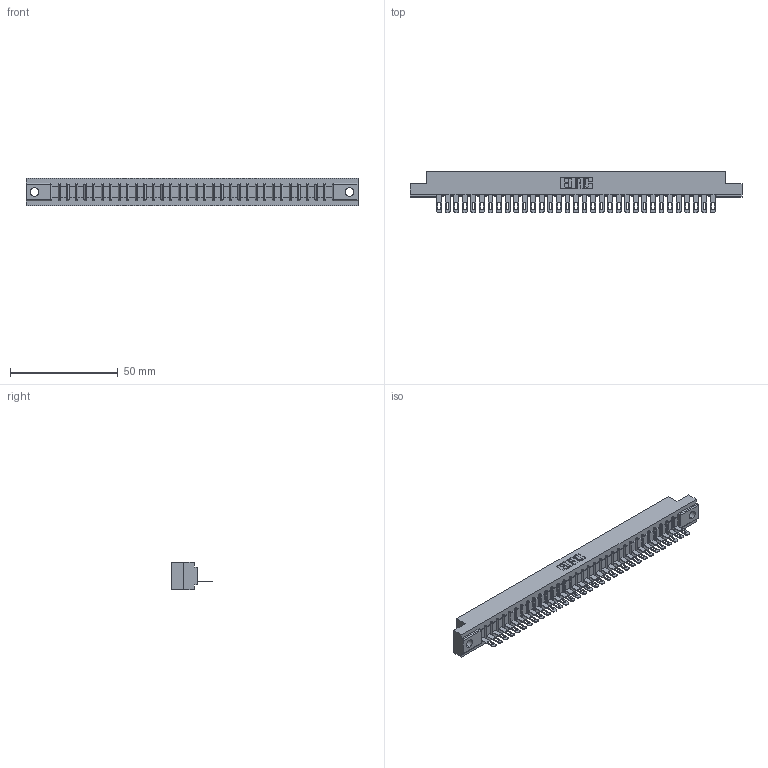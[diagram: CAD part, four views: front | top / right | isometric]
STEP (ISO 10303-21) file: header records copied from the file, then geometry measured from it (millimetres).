
FILE_DESCRIPTION (( 'STEP AP203' ), '1' );
FILE_NAME ('307-033-405-104.STEP', '2020-09-28T17:21:06', ( '' ), ( '' ), 'SwSTEP 2.0', 'SolidWorks 2020', '' );
FILE_SCHEMA (( 'CONFIG_CONTROL_DESIGN' ));
Length unit declared in the file: inch
Products named in the file (3): 307 Part_.156 Dia Mounting Holes; 307-033-405-104; 307-290-001_505
Assembly tree (34 placements, depth 2):
  307-033-405-104
    307 Part_.156 Dia Mounting Holes
    307-290-001_505  x33
Bounding box: 153.77 x 19.18 x 12.7 mm (x, y, z)
Volume: 15850.9 mm3; surface area: 16776.3 mm2
Topology: 34 solids, 34 shells, 2014 faces, 5705 edges, 3666 vertices
Faces by surface type: plane 1272, cylinder 674, sphere 68
Entity records: 29792 total; most frequent: CARTESIAN_POINT 5018, ORIENTED_EDGE 5002, DIRECTION 4879, EDGE_CURVE 2501, LINE 1921, VECTOR 1921, VERTEX_POINT 1618, AXIS2_PLACEMENT_3D 1479
